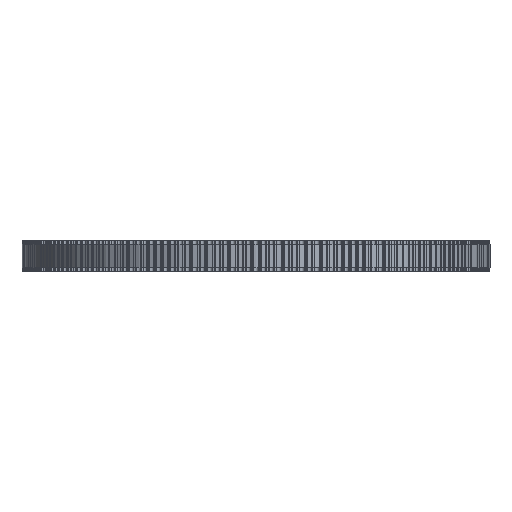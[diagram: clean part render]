
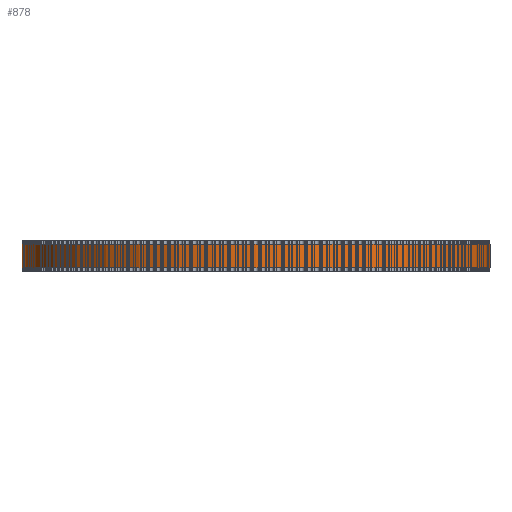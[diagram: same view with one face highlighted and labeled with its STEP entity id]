
A CAD part, front view. The second image highlights one B-rep face of the part: STEP entity #878.
In plain terms, the highlighted cylindrical face has radius 60.161 mm (diameter 120.321 mm), a full revolution.
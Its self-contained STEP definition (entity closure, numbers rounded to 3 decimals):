
#97=FACE_BOUND('',#3152,.T.);
#98=FACE_BOUND('',#3153,.T.);
#878=ADVANCED_FACE('',(#97,#98),#1635,.T.);
#1635=CYLINDRICAL_SURFACE('',#16775,60.161);
#3152=EDGE_LOOP('',(#9202));
#3153=EDGE_LOOP('',(#9203));
#9202=ORIENTED_EDGE('',*,*,#12986,.T.);
#9203=ORIENTED_EDGE('',*,*,#12987,.T.);
#10716=VERTEX_POINT('',#26620);
#10717=VERTEX_POINT('',#26622);
#12986=EDGE_CURVE('',#10716,#10716,#14500,.T.);
#12987=EDGE_CURVE('',#10717,#10717,#14501,.T.);
#14500=CIRCLE('',#16773,60.161);
#14501=CIRCLE('',#16774,60.161);
#16773=AXIS2_PLACEMENT_3D('',#26619,#22074,#22075);
#16774=AXIS2_PLACEMENT_3D('',#26621,#22076,#22077);
#16775=AXIS2_PLACEMENT_3D('',#26623,#22078,#22079);
#22074=DIRECTION('',(0.,0.,1.));
#22075=DIRECTION('',(1.,0.,0.));
#22076=DIRECTION('',(0.,0.,-1.));
#22077=DIRECTION('',(1.,0.,0.));
#22078=DIRECTION('',(0.,0.,1.));
#22079=DIRECTION('',(1.,0.,0.));
#26619=CARTESIAN_POINT('',(0.,0.,1.));
#26620=CARTESIAN_POINT('',(60.161,0.,1.));
#26621=CARTESIAN_POINT('',(0.,0.,7.));
#26622=CARTESIAN_POINT('',(60.161,0.,7.));
#26623=CARTESIAN_POINT('',(0.,0.,1.));
